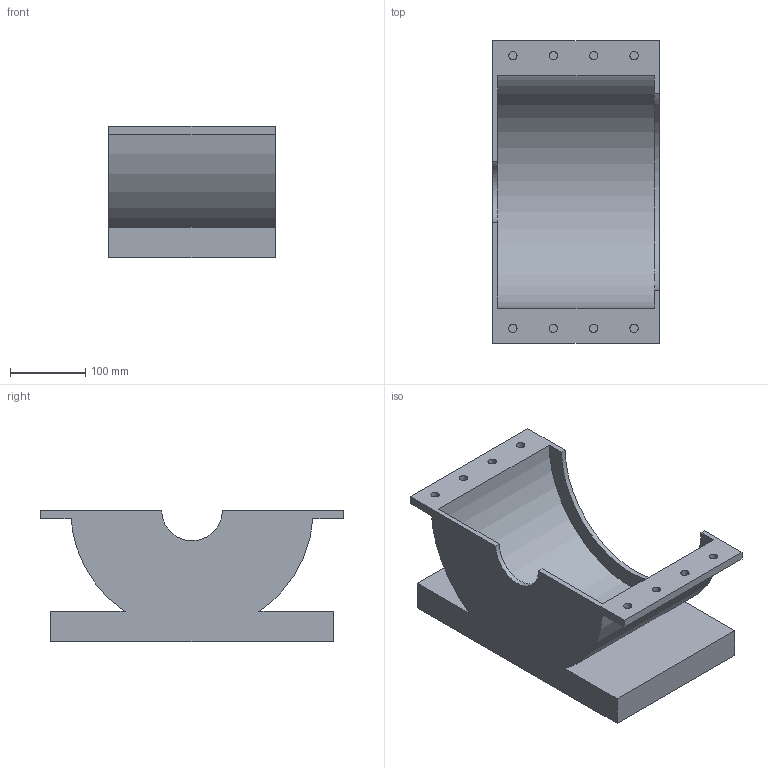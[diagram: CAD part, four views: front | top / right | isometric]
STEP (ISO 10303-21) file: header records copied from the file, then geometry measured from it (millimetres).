
FILE_DESCRIPTION(('FreeCAD Model'),'2;1');
FILE_NAME('Open CASCADE Shape Model','2025-05-09T07:04:44',('FreeCAD'),( 'FreeCAD'),'Open CASCADE STEP processor 7.6','FreeCAD','Unknown');
FILE_SCHEMA(('AUTOMOTIVE_DESIGN { 1 0 10303 214 1 1 1 1 }'));
Length unit declared in the file: millimetre
Products named in the file (1): Open CASCADE STEP translator 7.6 1
Bounding box: 220.87 x 401.57 x 174.02 mm (x, y, z)
Volume: 3818340.1 mm3; surface area: 482348.6 mm2
Topology: 1 solids, 1 shells, 36 faces, 102 edges, 68 vertices
Faces by surface type: bspline 36
Entity records: 1259 total; most frequent: CARTESIAN_POINT 653, ORIENTED_EDGE 204, EDGE_CURVE 102, VERTEX_POINT 68, B_SPLINE_CURVE_WITH_KNOTS 60, FACE_BOUND 52, EDGE_LOOP 52, ADVANCED_FACE 36
